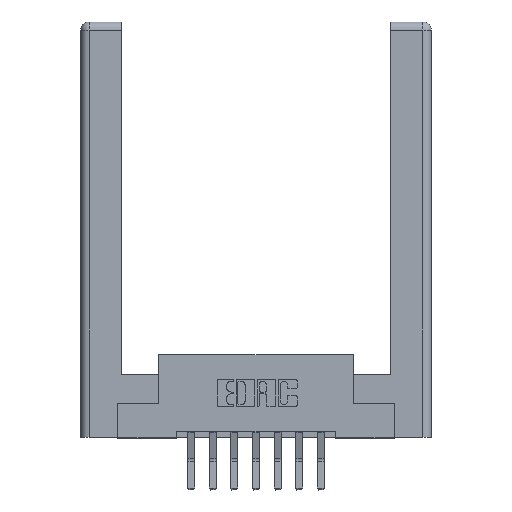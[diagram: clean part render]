
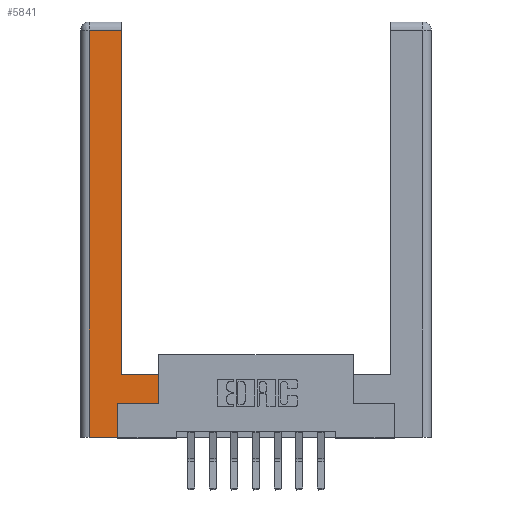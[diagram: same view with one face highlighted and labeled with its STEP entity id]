
A CAD part, top view. The second image highlights one B-rep face of the part: STEP entity #5841.
In plain terms, the highlighted planar face has unit normal (0, 0, 1).
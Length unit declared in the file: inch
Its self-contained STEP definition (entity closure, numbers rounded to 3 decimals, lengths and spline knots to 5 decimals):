
#67 = ORIENTED_EDGE ( 'NONE', *, *, #1068, .T. ) ;
#201 = EDGE_CURVE ( 'NONE', #9979, #7717, #5978, .T. ) ;
#507 = CARTESIAN_POINT ( 'NONE',  ( 0.565, 0.245, 0. ) ) ;
#526 = CARTESIAN_POINT ( 'NONE',  ( 0.295, 0.45, 0. ) ) ;
#644 = EDGE_CURVE ( 'NONE', #5992, #2577, #3243, .T. ) ;
#759 = ORIENTED_EDGE ( 'NONE', *, *, #201, .T. ) ;
#879 = DIRECTION ( 'NONE',  ( -1., 0., 0. ) ) ;
#1006 = CARTESIAN_POINT ( 'NONE',  ( 0.295, 2.94, 0. ) ) ;
#1068 = EDGE_CURVE ( 'NONE', #11003, #12277, #8786, .T. ) ;
#1417 = EDGE_CURVE ( 'NONE', #12277, #5992, #5083, .T. ) ;
#1640 = DIRECTION ( 'NONE',  ( -1., 0., 0. ) ) ;
#2072 = CARTESIAN_POINT ( 'NONE',  ( 0.565, 0.245, 0. ) ) ;
#2190 = DIRECTION ( 'NONE',  ( 1., 0., 0. ) ) ;
#2273 = ORIENTED_EDGE ( 'NONE', *, *, #644, .T. ) ;
#2411 = DIRECTION ( 'NONE',  ( 0., 1., 0. ) ) ;
#2577 = VERTEX_POINT ( 'NONE', #10491 ) ;
#2855 = PLANE ( 'NONE',  #6369 ) ;
#3166 = CARTESIAN_POINT ( 'NONE',  ( 0.565, 0.45, 0. ) ) ;
#3243 = LINE ( 'NONE', #9860, #5661 ) ;
#3458 = VERTEX_POINT ( 'NONE', #507 ) ;
#3620 = LINE ( 'NONE', #6185, #4214 ) ;
#3630 = EDGE_CURVE ( 'NONE', #10355, #3458, #5974, .T. ) ;
#3634 = ORIENTED_EDGE ( 'NONE', *, *, #4074, .T. ) ;
#3657 = VECTOR ( 'NONE', #12035, 39.37008 ) ;
#4074 = EDGE_CURVE ( 'NONE', #2577, #9979, #6251, .T. ) ;
#4214 = VECTOR ( 'NONE', #2411, 39.37008 ) ;
#4467 = VECTOR ( 'NONE', #1640, 39.37008 ) ;
#4517 = DIRECTION ( 'NONE',  ( 0., 1., 0. ) ) ;
#4607 = CARTESIAN_POINT ( 'NONE',  ( 0.0615, 0., 0. ) ) ;
#4916 = EDGE_CURVE ( 'NONE', #7717, #10355, #8265, .T. ) ;
#5083 = LINE ( 'NONE', #11564, #7407 ) ;
#5334 = CARTESIAN_POINT ( 'NONE',  ( 0.265, 0.245, 0. ) ) ;
#5612 = EDGE_CURVE ( 'NONE', #3458, #11003, #3620, .T. ) ;
#5661 = VECTOR ( 'NONE', #879, 39.37008 ) ;
#5841 = ADVANCED_FACE ( 'NONE', ( #12224 ), #2855, .F. ) ;
#5974 = LINE ( 'NONE', #2072, #8130 ) ;
#5978 = LINE ( 'NONE', #10582, #10621 ) ;
#5992 = VERTEX_POINT ( 'NONE', #1006 ) ;
#6185 = CARTESIAN_POINT ( 'NONE',  ( 0.565, 0.45, 0. ) ) ;
#6251 = LINE ( 'NONE', #6983, #3657 ) ;
#6364 = ORIENTED_EDGE ( 'NONE', *, *, #3630, .T. ) ;
#6369 = AXIS2_PLACEMENT_3D ( 'NONE', #6604, #9552, #9721 ) ;
#6604 = CARTESIAN_POINT ( 'NONE',  ( 0., 0., 0. ) ) ;
#6983 = CARTESIAN_POINT ( 'NONE',  ( 0.0615, 0., 0. ) ) ;
#7351 = ORIENTED_EDGE ( 'NONE', *, *, #1417, .T. ) ;
#7407 = VECTOR ( 'NONE', #4517, 39.37008 ) ;
#7717 = VERTEX_POINT ( 'NONE', #10817 ) ;
#8130 = VECTOR ( 'NONE', #2190, 39.37008 ) ;
#8265 = LINE ( 'NONE', #5334, #11948 ) ;
#8786 = LINE ( 'NONE', #526, #4467 ) ;
#9552 = DIRECTION ( 'NONE',  ( 0., 0., -1. ) ) ;
#9585 = ORIENTED_EDGE ( 'NONE', *, *, #4916, .T. ) ;
#9721 = DIRECTION ( 'NONE',  ( -1., 0., 0. ) ) ;
#9860 = CARTESIAN_POINT ( 'NONE',  ( 0.0615, 2.94, 0. ) ) ;
#9979 = VERTEX_POINT ( 'NONE', #4607 ) ;
#10086 = CARTESIAN_POINT ( 'NONE',  ( 0.265, 0.245, 0. ) ) ;
#10215 = DIRECTION ( 'NONE',  ( 0., 1., 0. ) ) ;
#10355 = VERTEX_POINT ( 'NONE', #10086 ) ;
#10491 = CARTESIAN_POINT ( 'NONE',  ( 0.0615, 2.94, 0. ) ) ;
#10582 = CARTESIAN_POINT ( 'NONE',  ( 0.265, 0., 0. ) ) ;
#10621 = VECTOR ( 'NONE', #10676, 39.37008 ) ;
#10676 = DIRECTION ( 'NONE',  ( 1., 0., 0. ) ) ;
#10817 = CARTESIAN_POINT ( 'NONE',  ( 0.265, 0., 0. ) ) ;
#11003 = VERTEX_POINT ( 'NONE', #3166 ) ;
#11167 = EDGE_LOOP ( 'NONE', ( #7351, #2273, #3634, #759, #9585, #6364, #12321, #67 ) ) ;
#11564 = CARTESIAN_POINT ( 'NONE',  ( 0.295, 3., 0. ) ) ;
#11948 = VECTOR ( 'NONE', #10215, 39.37008 ) ;
#12035 = DIRECTION ( 'NONE',  ( 0., -1., 0. ) ) ;
#12224 = FACE_OUTER_BOUND ( 'NONE', #11167, .T. ) ;
#12277 = VERTEX_POINT ( 'NONE', #12656 ) ;
#12321 = ORIENTED_EDGE ( 'NONE', *, *, #5612, .T. ) ;
#12656 = CARTESIAN_POINT ( 'NONE',  ( 0.295, 0.45, 0. ) ) ;
